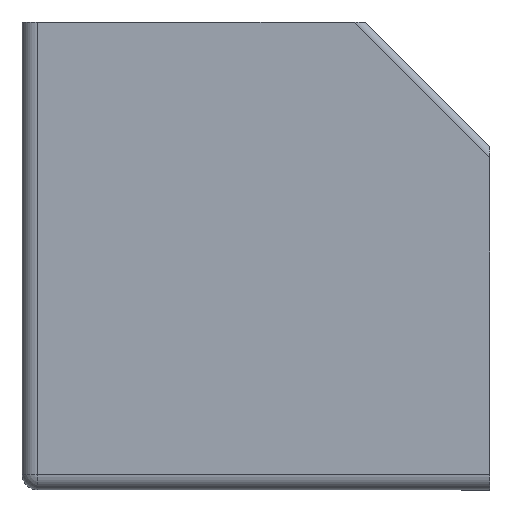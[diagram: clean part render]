
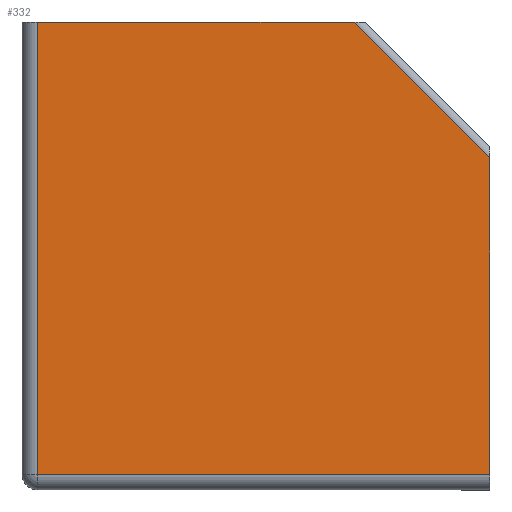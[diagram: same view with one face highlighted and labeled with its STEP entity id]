
A CAD part, front view. The second image highlights one B-rep face of the part: STEP entity #332.
In plain terms, the highlighted planar face has unit normal (0, -1, 0).
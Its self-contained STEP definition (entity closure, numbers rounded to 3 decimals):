
#22=PLANE('',#367);
#35=FACE_OUTER_BOUND('',#54,.T.);
#54=EDGE_LOOP('',(#233,#234,#235,#236,#237));
#72=LINE('',#501,#108);
#74=LINE('',#507,#110);
#75=LINE('',#509,#111);
#76=LINE('',#511,#112);
#77=LINE('',#512,#113);
#108=VECTOR('',#401,10.);
#110=VECTOR('',#407,10.);
#111=VECTOR('',#408,10.);
#112=VECTOR('',#409,10.);
#113=VECTOR('',#410,10.);
#151=VERTEX_POINT('',#498);
#152=VERTEX_POINT('',#500);
#154=VERTEX_POINT('',#506);
#155=VERTEX_POINT('',#508);
#156=VERTEX_POINT('',#510);
#182=EDGE_CURVE('',#151,#152,#72,.T.);
#185=EDGE_CURVE('',#151,#154,#74,.T.);
#186=EDGE_CURVE('',#155,#154,#75,.T.);
#187=EDGE_CURVE('',#156,#155,#76,.T.);
#188=EDGE_CURVE('',#156,#152,#77,.T.);
#233=ORIENTED_EDGE('',*,*,#182,.F.);
#234=ORIENTED_EDGE('',*,*,#185,.T.);
#235=ORIENTED_EDGE('',*,*,#186,.F.);
#236=ORIENTED_EDGE('',*,*,#187,.F.);
#237=ORIENTED_EDGE('',*,*,#188,.T.);
#332=ADVANCED_FACE('',(#35),#22,.T.);
#367=AXIS2_PLACEMENT_3D('',#505,#405,#406);
#401=DIRECTION('',(0.707,0.,-0.707));
#405=DIRECTION('center_axis',(0.,-1.,0.));
#406=DIRECTION('ref_axis',(0.,0.,-1.));
#407=DIRECTION('',(-1.,0.,0.));
#408=DIRECTION('',(0.,0.,1.));
#409=DIRECTION('',(-1.,0.,0.));
#410=DIRECTION('',(0.,0.,1.));
#498=CARTESIAN_POINT('',(19.293,-2.,28.));
#500=CARTESIAN_POINT('',(28.,-2.,19.293));
#501=CARTESIAN_POINT('',(25.646,-2.,21.646));
#505=CARTESIAN_POINT('Origin',(13.,-2.,13.));
#506=CARTESIAN_POINT('',(-1.,-2.,28.));
#507=CARTESIAN_POINT('',(0.,-2.,28.));
#508=CARTESIAN_POINT('',(-1.,-2.,-1.));
#509=CARTESIAN_POINT('',(-1.,-2.,20.5));
#510=CARTESIAN_POINT('',(28.,-2.,-1.));
#511=CARTESIAN_POINT('',(5.5,-2.,-1.));
#512=CARTESIAN_POINT('',(28.,-2.,0.));
